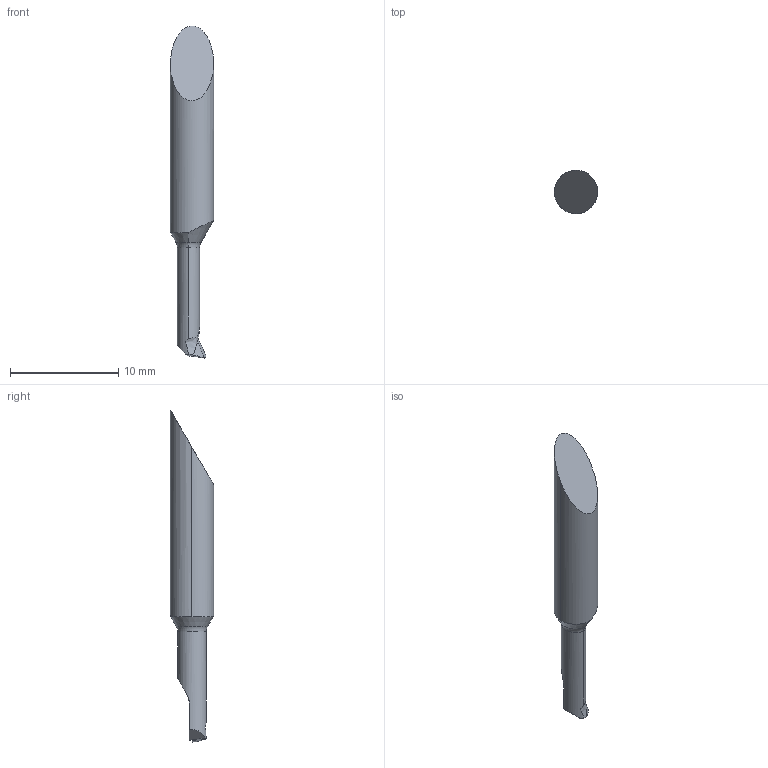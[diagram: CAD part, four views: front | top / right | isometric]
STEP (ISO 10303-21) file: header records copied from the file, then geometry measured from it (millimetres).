
FILE_DESCRIPTION(/* description */ (''),/* implementation_level */ '2;1');
FILE_NAME(/* name */ '1578035637722.stp',/* time_stamp */ '2020-01-03T12:44:12+05:00',/* author */ (''),/* organization */ ('SMS'),/* preprocessor_version */ 'ST-DEVELOPER v16.7',/* originating_system */ 'SIEMENS PLM Software NX 12.0',/* authorisation */ '');
FILE_SCHEMA (('AUTOMOTIVE_DESIGN { 1 0 10303 214 3 1 1 1 }'));
Length unit declared in the file: millimetre
Products named in the file (1): 202041315mod000_00
Bounding box: 4 x 4 x 30.71 mm (x, y, z)
Volume: 236.7 mm3; surface area: 307.1 mm2
Topology: 2 solids, 2 shells, 33 faces, 84 edges, 58 vertices
Faces by surface type: plane 12, bspline 9, cone 5, cylinder 5, torus 2
Entity records: 1524 total; most frequent: CARTESIAN_POINT 791, ORIENTED_EDGE 166, DIRECTION 99, EDGE_CURVE 83, VERTEX_POINT 54, B_SPLINE_CURVE_WITH_KNOTS 36, AXIS2_PLACEMENT_3D 36, ADVANCED_FACE 33
